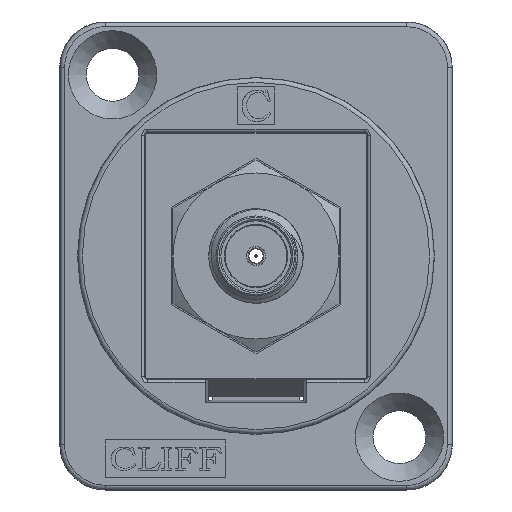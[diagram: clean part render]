
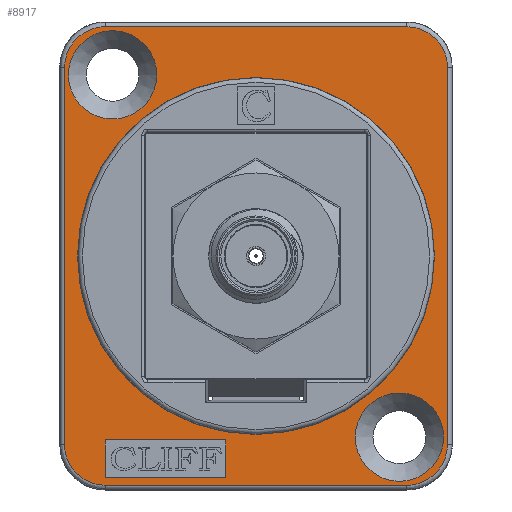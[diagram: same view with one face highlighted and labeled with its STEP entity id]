
A CAD part, front view. The second image highlights one B-rep face of the part: STEP entity #8917.
In plain terms, the highlighted planar face has unit normal (0, -1, 0).
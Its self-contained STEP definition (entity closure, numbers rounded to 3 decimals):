
#109=FACE_BOUND('',#1431,.T.);
#110=FACE_BOUND('',#1432,.T.);
#111=FACE_BOUND('',#1433,.T.);
#112=FACE_BOUND('',#1434,.T.);
#419=PLANE('',#9543);
#460=ELLIPSE('',#9544,2.7,2.7);
#461=ELLIPSE('',#9545,2.7,2.7);
#462=ELLIPSE('',#9546,2.7,2.7);
#463=ELLIPSE('',#9547,2.7,2.7);
#945=FACE_OUTER_BOUND('',#1430,.T.);
#1430=EDGE_LOOP('',(#7759,#7760,#7761,#7762,#7763,#7764,#7765,#7766));
#1431=EDGE_LOOP('',(#7767,#7768,#7769,#7770));
#1432=EDGE_LOOP('',(#7771));
#1433=EDGE_LOOP('',(#7772));
#1434=EDGE_LOOP('',(#7773));
#1608=CIRCLE('',#9341,11.823);
#1654=CIRCLE('',#9548,2.925);
#1655=CIRCLE('',#9549,2.925);
#2568=LINE('',#18937,#3322);
#2572=LINE('',#18945,#3326);
#2575=LINE('',#18951,#3329);
#2578=LINE('',#18956,#3332);
#2610=LINE('',#19061,#3364);
#2611=LINE('',#19065,#3365);
#2612=LINE('',#19069,#3366);
#2613=LINE('',#19072,#3367);
#3322=VECTOR('',#11361,2.5);
#3326=VECTOR('',#11367,8.);
#3329=VECTOR('',#11372,2.5);
#3332=VECTOR('',#11377,8.);
#3364=VECTOR('',#11473,24.965);
#3365=VECTOR('',#11476,19.965);
#3366=VECTOR('',#11479,24.965);
#3367=VECTOR('',#11482,19.965);
#3828=VERTEX_POINT('',#17006);
#4132=VERTEX_POINT('',#18935);
#4133=VERTEX_POINT('',#18936);
#4136=VERTEX_POINT('',#18944);
#4138=VERTEX_POINT('',#18950);
#4165=VERTEX_POINT('',#19057);
#4166=VERTEX_POINT('',#19058);
#4167=VERTEX_POINT('',#19060);
#4168=VERTEX_POINT('',#19062);
#4169=VERTEX_POINT('',#19064);
#4170=VERTEX_POINT('',#19066);
#4171=VERTEX_POINT('',#19068);
#4172=VERTEX_POINT('',#19070);
#4173=VERTEX_POINT('',#19073);
#4174=VERTEX_POINT('',#19075);
#4847=EDGE_CURVE('',#3828,#3828,#1608,.T.);
#5327=EDGE_CURVE('',#4132,#4133,#2568,.T.);
#5331=EDGE_CURVE('',#4136,#4132,#2572,.T.);
#5334=EDGE_CURVE('',#4138,#4136,#2575,.T.);
#5337=EDGE_CURVE('',#4133,#4138,#2578,.T.);
#5384=EDGE_CURVE('',#4165,#4166,#460,.T.);
#5385=EDGE_CURVE('',#4167,#4165,#2610,.T.);
#5386=EDGE_CURVE('',#4168,#4167,#461,.T.);
#5387=EDGE_CURVE('',#4169,#4168,#2611,.T.);
#5388=EDGE_CURVE('',#4170,#4169,#462,.T.);
#5389=EDGE_CURVE('',#4171,#4170,#2612,.T.);
#5390=EDGE_CURVE('',#4172,#4171,#463,.T.);
#5391=EDGE_CURVE('',#4166,#4172,#2613,.T.);
#5392=EDGE_CURVE('',#4173,#4173,#1654,.T.);
#5393=EDGE_CURVE('',#4174,#4174,#1655,.T.);
#7759=ORIENTED_EDGE('',*,*,#5384,.F.);
#7760=ORIENTED_EDGE('',*,*,#5385,.F.);
#7761=ORIENTED_EDGE('',*,*,#5386,.F.);
#7762=ORIENTED_EDGE('',*,*,#5387,.F.);
#7763=ORIENTED_EDGE('',*,*,#5388,.F.);
#7764=ORIENTED_EDGE('',*,*,#5389,.F.);
#7765=ORIENTED_EDGE('',*,*,#5390,.F.);
#7766=ORIENTED_EDGE('',*,*,#5391,.F.);
#7767=ORIENTED_EDGE('',*,*,#5327,.T.);
#7768=ORIENTED_EDGE('',*,*,#5337,.T.);
#7769=ORIENTED_EDGE('',*,*,#5334,.T.);
#7770=ORIENTED_EDGE('',*,*,#5331,.T.);
#7771=ORIENTED_EDGE('',*,*,#4847,.T.);
#7772=ORIENTED_EDGE('',*,*,#5392,.T.);
#7773=ORIENTED_EDGE('',*,*,#5393,.T.);
#8917=ADVANCED_FACE('',(#945,#109,#110,#111,#112),#419,.T.);
#9341=AXIS2_PLACEMENT_3D('',#17007,#10691,#10692);
#9543=AXIS2_PLACEMENT_3D('',#19056,#11469,#11470);
#9544=AXIS2_PLACEMENT_3D('',#19059,#11471,#11472);
#9545=AXIS2_PLACEMENT_3D('',#19063,#11474,#11475);
#9546=AXIS2_PLACEMENT_3D('',#19067,#11477,#11478);
#9547=AXIS2_PLACEMENT_3D('',#19071,#11480,#11481);
#9548=AXIS2_PLACEMENT_3D('',#19074,#11483,#11484);
#9549=AXIS2_PLACEMENT_3D('',#19076,#11485,#11486);
#10691=DIRECTION('center_axis',(0.,1.,0.));
#10692=DIRECTION('ref_axis',(-1.,0.,0.));
#11361=DIRECTION('',(0.,0.,1.));
#11367=DIRECTION('',(-1.,0.,0.));
#11372=DIRECTION('',(0.,0.,-1.));
#11377=DIRECTION('',(1.,0.,0.));
#11469=DIRECTION('center_axis',(0.,-1.,0.));
#11470=DIRECTION('ref_axis',(1.,0.,0.));
#11471=DIRECTION('center_axis',(0.,1.,0.));
#11472=DIRECTION('ref_axis',(-0.707,0.,0.707));
#11473=DIRECTION('',(0.,0.,1.));
#11474=DIRECTION('center_axis',(0.,1.,0.));
#11475=DIRECTION('ref_axis',(-0.707,0.,-0.707));
#11476=DIRECTION('',(-1.,0.,0.));
#11477=DIRECTION('center_axis',(0.,1.,0.));
#11478=DIRECTION('ref_axis',(0.707,0.,-0.707));
#11479=DIRECTION('',(0.,0.,-1.));
#11480=DIRECTION('center_axis',(0.,1.,0.));
#11481=DIRECTION('ref_axis',(0.707,0.,0.707));
#11482=DIRECTION('',(1.,0.,0.));
#11483=DIRECTION('center_axis',(0.,1.,0.));
#11484=DIRECTION('ref_axis',(1.,0.,0.));
#11485=DIRECTION('center_axis',(0.,1.,0.));
#11486=DIRECTION('ref_axis',(1.,0.,0.));
#17006=CARTESIAN_POINT('',(11.823,-2.3,0.));
#17007=CARTESIAN_POINT('Origin',(0.,-2.3,0.));
#18935=CARTESIAN_POINT('',(-10.,-2.3,-14.683));
#18936=CARTESIAN_POINT('',(-10.,-2.3,-12.183));
#18937=CARTESIAN_POINT('',(-10.,-2.3,-7.341));
#18944=CARTESIAN_POINT('',(-2.,-2.3,-14.683));
#18945=CARTESIAN_POINT('',(-1.,-2.3,-14.683));
#18950=CARTESIAN_POINT('',(-2.,-2.3,-12.183));
#18951=CARTESIAN_POINT('',(-2.,-2.3,-6.091));
#18956=CARTESIAN_POINT('',(-5.,-2.3,-12.183));
#19056=CARTESIAN_POINT('Origin',(0.,-2.3,0.));
#19057=CARTESIAN_POINT('',(-12.683,-2.3,12.483));
#19058=CARTESIAN_POINT('',(-9.983,-2.3,15.183));
#19059=CARTESIAN_POINT('Origin',(-9.982,-2.3,12.482));
#19060=CARTESIAN_POINT('',(-12.683,-2.3,-12.483));
#19061=CARTESIAN_POINT('',(-12.683,-2.3,-7.75));
#19062=CARTESIAN_POINT('',(-9.983,-2.3,-15.183));
#19063=CARTESIAN_POINT('Origin',(-9.982,-2.3,-12.482));
#19064=CARTESIAN_POINT('',(9.983,-2.3,-15.183));
#19065=CARTESIAN_POINT('',(6.5,-2.3,-15.183));
#19066=CARTESIAN_POINT('',(12.683,-2.3,-12.483));
#19067=CARTESIAN_POINT('Origin',(9.982,-2.3,-12.482));
#19068=CARTESIAN_POINT('',(12.683,-2.3,12.483));
#19069=CARTESIAN_POINT('',(12.683,-2.3,7.75));
#19070=CARTESIAN_POINT('',(9.983,-2.3,15.183));
#19071=CARTESIAN_POINT('Origin',(9.982,-2.3,12.482));
#19072=CARTESIAN_POINT('',(-6.5,-2.3,15.183));
#19073=CARTESIAN_POINT('',(6.575,-2.3,-12.));
#19074=CARTESIAN_POINT('Origin',(9.5,-2.3,-12.));
#19075=CARTESIAN_POINT('',(-12.425,-2.3,12.));
#19076=CARTESIAN_POINT('Origin',(-9.5,-2.3,12.));
